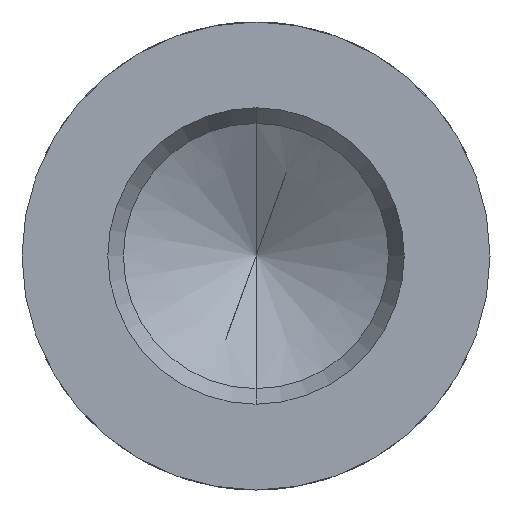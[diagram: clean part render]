
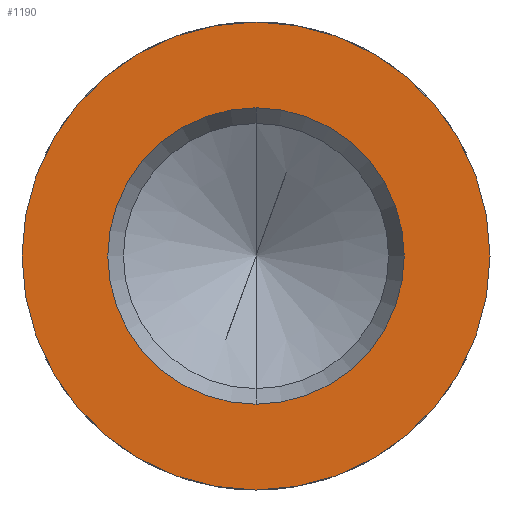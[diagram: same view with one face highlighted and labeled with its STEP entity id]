
A CAD part, front view. The second image highlights one B-rep face of the part: STEP entity #1190.
In plain terms, the highlighted planar face has unit normal (0, -1, 0).
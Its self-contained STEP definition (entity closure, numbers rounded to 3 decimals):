
#499=CARTESIAN_POINT('',(0.,0.,0.));
#500=DIRECTION('',(0.,1.,0.));
#501=DIRECTION('',(1.,0.,0.));
#502=AXIS2_PLACEMENT_3D('',#499,#500,#501);
#504=CARTESIAN_POINT('',(0.,0.,0.));
#505=DIRECTION('',(0.,1.,0.));
#506=DIRECTION('',(-1.,0.,0.));
#507=AXIS2_PLACEMENT_3D('',#504,#505,#506);
#509=CARTESIAN_POINT('',(0.,0.,0.));
#510=DIRECTION('',(0.,1.,0.));
#511=DIRECTION('',(0.,0.,1.));
#512=AXIS2_PLACEMENT_3D('',#509,#510,#511);
#514=CARTESIAN_POINT('',(0.,0.,0.));
#515=DIRECTION('',(0.,1.,0.));
#516=DIRECTION('',(0.,0.,-1.));
#517=AXIS2_PLACEMENT_3D('',#514,#515,#516);
#842=CARTESIAN_POINT('',(15.,0.,0.));
#843=CARTESIAN_POINT('',(-15.,0.,0.));
#844=VERTEX_POINT('',#842);
#845=VERTEX_POINT('',#843);
#866=CARTESIAN_POINT('',(0.,0.,9.5));
#867=CARTESIAN_POINT('',(0.,0.,-9.5));
#868=VERTEX_POINT('',#866);
#869=VERTEX_POINT('',#867);
#1175=CARTESIAN_POINT('',(0.,0.,0.));
#1176=DIRECTION('',(0.,-1.,0.));
#1177=DIRECTION('',(-1.,0.,0.));
#1178=AXIS2_PLACEMENT_3D('',#1175,#1176,#1177);
#1179=PLANE('',#1178);
#1180=ORIENTED_EDGE('',*,*,#1157,.T.);
#1181=ORIENTED_EDGE('',*,*,#1168,.T.);
#1182=EDGE_LOOP('',(#1180,#1181));
#1183=FACE_OUTER_BOUND('',#1182,.F.);
#1185=ORIENTED_EDGE('',*,*,#1184,.F.);
#1187=ORIENTED_EDGE('',*,*,#1186,.F.);
#1188=EDGE_LOOP('',(#1185,#1187));
#1189=FACE_BOUND('',#1188,.F.);
#503=CIRCLE('',#502,15.);
#508=CIRCLE('',#507,15.);
#513=CIRCLE('',#512,9.5);
#518=CIRCLE('',#517,9.5);
#1157=EDGE_CURVE('',#844,#845,#503,.T.);
#1168=EDGE_CURVE('',#845,#844,#508,.T.);
#1184=EDGE_CURVE('',#868,#869,#513,.T.);
#1186=EDGE_CURVE('',#869,#868,#518,.T.);
#1190=ADVANCED_FACE('',(#1183,#1189),#1179,.T.);
